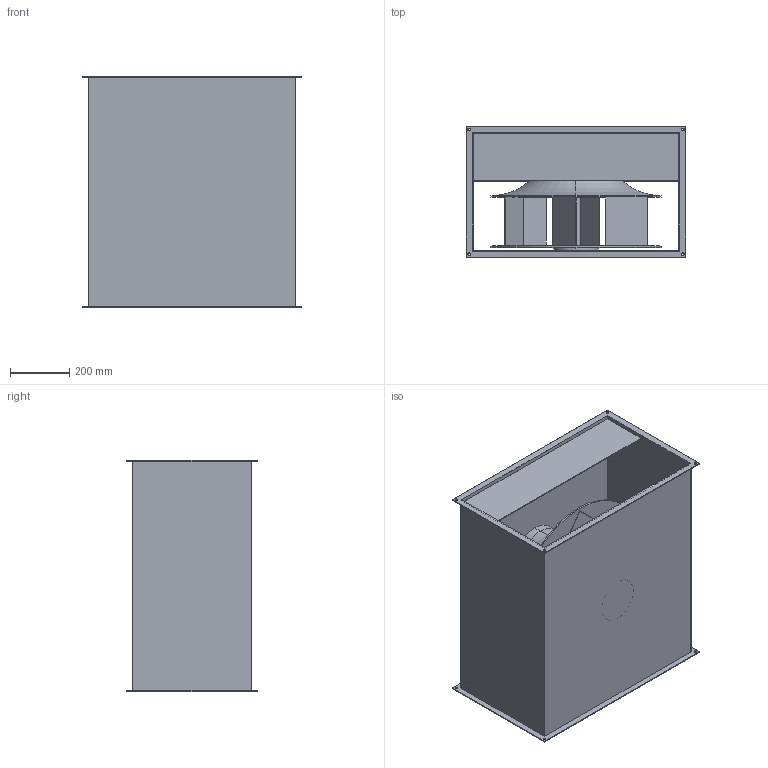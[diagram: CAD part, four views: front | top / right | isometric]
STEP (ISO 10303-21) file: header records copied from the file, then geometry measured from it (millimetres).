
FILE_DESCRIPTION (( 'STEP AP214' ), '1' );
FILE_NAME ('DPK 35 EC.STEP', '2018-05-14T09:41:43', ( 'CADnetwork' ), ( '' ), 'SwSTEP 2.0', 'SolidWorks 2014', '' );
FILE_SCHEMA (( 'AUTOMOTIVE_DESIGN' ));
Length unit declared in the file: millimetre
Products named in the file (1): DPK 35 EC
Bounding box: 740 x 440 x 780 mm (x, y, z)
Volume: 22203108.3 mm3; surface area: 5400527.5 mm2
Topology: 1 solids, 1 shells, 84 faces, 226 edges, 150 vertices
Faces by surface type: plane 56, cylinder 26, torus 2
Entity records: 2728 total; most frequent: CARTESIAN_POINT 461, ORIENTED_EDGE 452, DIRECTION 452, EDGE_CURVE 226, LINE 170, VECTOR 170, VERTEX_POINT 150, AXIS2_PLACEMENT_3D 141
